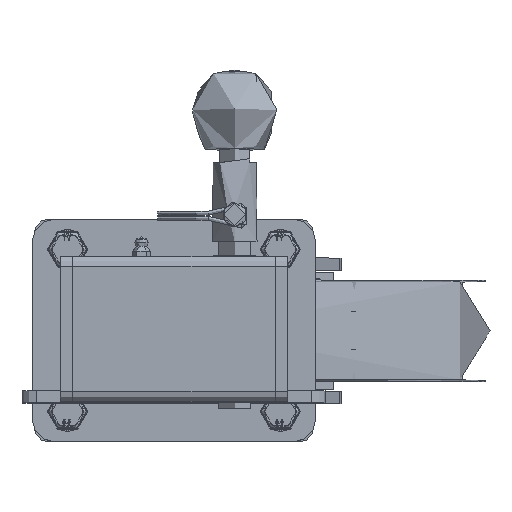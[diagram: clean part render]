
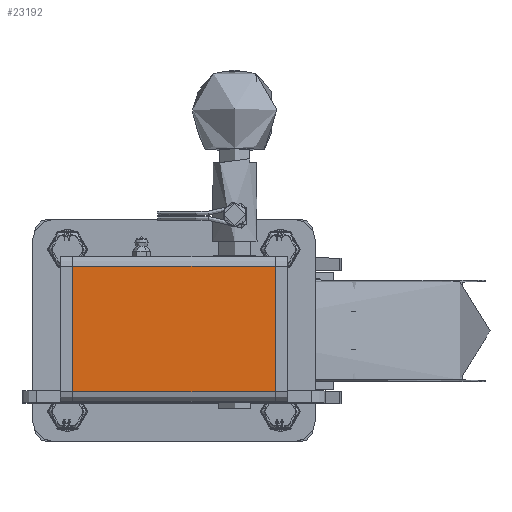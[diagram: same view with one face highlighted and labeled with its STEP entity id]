
A CAD part, top view. The second image highlights one B-rep face of the part: STEP entity #23192.
In plain terms, the highlighted planar face has unit normal (0, 0, 1).
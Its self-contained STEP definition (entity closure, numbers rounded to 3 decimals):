
#1752=PLANE('',#25377);
#2460=FACE_OUTER_BOUND('',#3928,.T.);
#3928=EDGE_LOOP('',(#16410,#16411,#16412,#16413));
#5550=LINE('',#35301,#7226);
#5552=LINE('',#35310,#7228);
#5590=LINE('',#35413,#7266);
#5605=LINE('',#35441,#7281);
#7226=VECTOR('',#28480,1000.);
#7228=VECTOR('',#28488,1000.);
#7266=VECTOR('',#28590,1000.);
#7281=VECTOR('',#28615,1000.);
#10045=VERTEX_POINT('',#35298);
#10046=VERTEX_POINT('',#35300);
#10049=VERTEX_POINT('',#35307);
#10050=VERTEX_POINT('',#35309);
#12385=EDGE_CURVE('',#10045,#10046,#5550,.T.);
#12389=EDGE_CURVE('',#10049,#10050,#5552,.T.);
#12440=EDGE_CURVE('',#10046,#10049,#5590,.T.);
#12455=EDGE_CURVE('',#10050,#10045,#5605,.T.);
#16410=ORIENTED_EDGE('',*,*,#12385,.F.);
#16411=ORIENTED_EDGE('',*,*,#12455,.F.);
#16412=ORIENTED_EDGE('',*,*,#12389,.F.);
#16413=ORIENTED_EDGE('',*,*,#12440,.F.);
#23192=ADVANCED_FACE('',(#2460),#1752,.T.);
#25377=AXIS2_PLACEMENT_3D('',#35443,#28618,#28619);
#28480=DIRECTION('',(-1.,0.,0.));
#28488=DIRECTION('',(1.,0.,0.));
#28590=DIRECTION('',(0.,1.,0.));
#28615=DIRECTION('',(0.,-1.,0.));
#28618=DIRECTION('center_axis',(0.,0.,1.));
#28619=DIRECTION('ref_axis',(1.,0.,0.));
#35298=CARTESIAN_POINT('',(50.,-31.,410.));
#35300=CARTESIAN_POINT('',(-50.,-31.,410.));
#35301=CARTESIAN_POINT('',(0.,-31.,410.));
#35307=CARTESIAN_POINT('',(-50.,31.,410.));
#35309=CARTESIAN_POINT('',(50.,31.,410.));
#35310=CARTESIAN_POINT('',(0.,31.,410.));
#35413=CARTESIAN_POINT('',(-50.,-36.,410.));
#35441=CARTESIAN_POINT('',(50.,36.,410.));
#35443=CARTESIAN_POINT('Origin',(0.,0.,410.));
